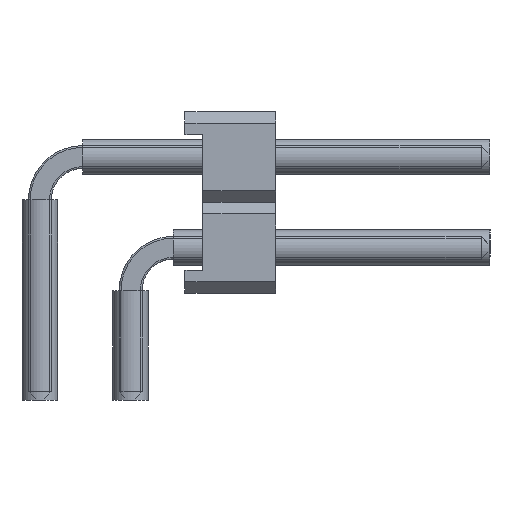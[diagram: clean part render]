
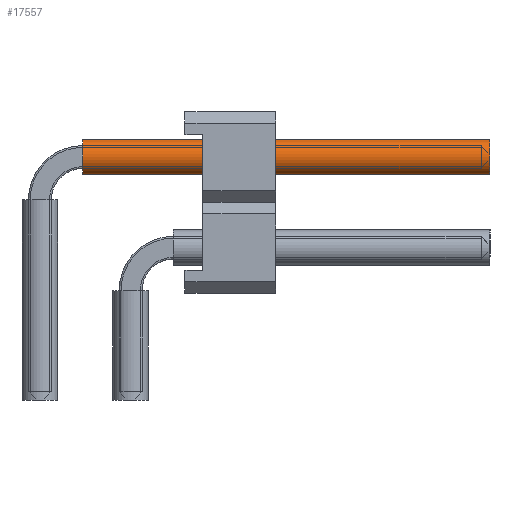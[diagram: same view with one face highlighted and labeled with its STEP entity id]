
A CAD part, left-side view. The second image highlights one B-rep face of the part: STEP entity #17557.
In plain terms, the highlighted cylindrical face has radius 0.5 mm (diameter 1 mm), a full revolution.
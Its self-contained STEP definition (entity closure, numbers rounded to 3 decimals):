
#9646=ORIENTED_EDGE('',*,*,#12152,.F.);
#9647=ORIENTED_EDGE('',*,*,#12153,.T.);
#12152=EDGE_CURVE('',#13820,#13820,#14420,.T.);
#12153=EDGE_CURVE('',#13821,#13821,#14421,.T.);
#13820=VERTEX_POINT('',#29177);
#13821=VERTEX_POINT('',#29179);
#14420=CIRCLE('',#19106,0.5);
#14421=CIRCLE('',#19107,0.5);
#15412=EDGE_LOOP('',(#9646));
#15413=EDGE_LOOP('',(#9647));
#16404=FACE_BOUND('',#15412,.T.);
#16405=FACE_BOUND('',#15413,.T.);
#16709=CYLINDRICAL_SURFACE('',#19105,0.5);
#17557=ADVANCED_FACE('',(#16404,#16405),#16709,.F.);
#19105=AXIS2_PLACEMENT_3D('',#29175,#24012,#24013);
#19106=AXIS2_PLACEMENT_3D('',#29176,#24014,#24015);
#19107=AXIS2_PLACEMENT_3D('',#29178,#24016,#24017);
#24012=DIRECTION('',(1.,0.,0.));
#24013=DIRECTION('',(0.,0.,-1.));
#24014=DIRECTION('',(-1.,0.,0.));
#24015=DIRECTION('',(0.,0.,1.));
#24016=DIRECTION('',(-1.,0.,0.));
#24017=DIRECTION('',(0.,0.,1.));
#29175=CARTESIAN_POINT('',(1.2,0.,6.81));
#29176=CARTESIAN_POINT('',(12.6,0.,6.81));
#29177=CARTESIAN_POINT('',(12.6,0.,7.31));
#29178=CARTESIAN_POINT('',(1.2,0.,6.81));
#29179=CARTESIAN_POINT('',(1.2,0.,7.31));
